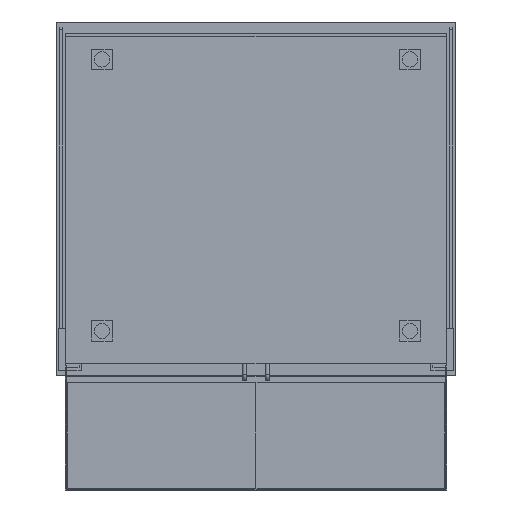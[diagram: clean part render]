
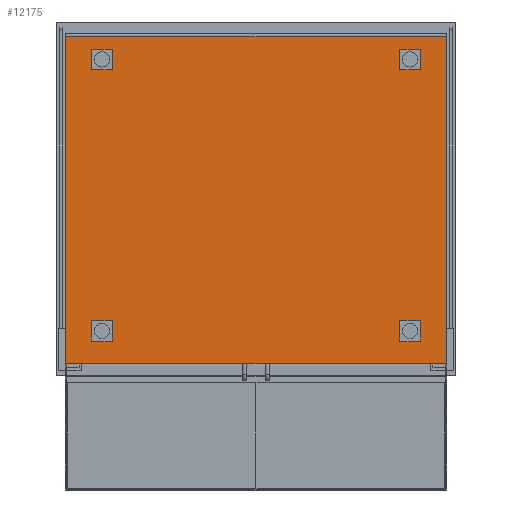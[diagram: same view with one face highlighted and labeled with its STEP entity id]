
A CAD part, front view. The second image highlights one B-rep face of the part: STEP entity #12175.
In plain terms, the highlighted planar face has unit normal (0, -1, 0).
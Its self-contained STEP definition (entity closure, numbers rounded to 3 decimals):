
#857 = PLANE ( 'NONE',  #6658 ) ;
#861 = ORIENTED_EDGE ( 'NONE', *, *, #5452, .T. ) ;
#1313 = CARTESIAN_POINT ( 'NONE',  ( -373.5, -498., -324. ) ) ;
#1454 = DIRECTION ( 'NONE',  ( -1., 0., 0. ) ) ;
#1741 = VERTEX_POINT ( 'NONE', #12832 ) ;
#3005 = CARTESIAN_POINT ( 'NONE',  ( 373.5, -498., -324. ) ) ;
#4016 = ORIENTED_EDGE ( 'NONE', *, *, #4687, .T. ) ;
#4314 = CARTESIAN_POINT ( 'NONE',  ( -373.5, -498., 319. ) ) ;
#4614 = VECTOR ( 'NONE', #11660, 1000. ) ;
#4679 = DIRECTION ( 'NONE',  ( 0., 0., -1. ) ) ;
#4687 = EDGE_CURVE ( 'NONE', #8590, #6240, #9215, .T. ) ;
#5452 = EDGE_CURVE ( 'NONE', #6240, #8556, #9862, .T. ) ;
#6036 = DIRECTION ( 'NONE',  ( 0., -1., 0. ) ) ;
#6240 = VERTEX_POINT ( 'NONE', #1313 ) ;
#6247 = CARTESIAN_POINT ( 'NONE',  ( 373.5, -498., -324. ) ) ;
#6658 = AXIS2_PLACEMENT_3D ( 'NONE', #16283, #6036, #4679 ) ;
#6874 = EDGE_CURVE ( 'NONE', #1741, #8590, #12596, .T. ) ;
#7375 = ORIENTED_EDGE ( 'NONE', *, *, #6874, .T. ) ;
#7555 = VECTOR ( 'NONE', #8808, 1000. ) ;
#8556 = VERTEX_POINT ( 'NONE', #3005 ) ;
#8590 = VERTEX_POINT ( 'NONE', #4314 ) ;
#8808 = DIRECTION ( 'NONE',  ( 0., 0., 1. ) ) ;
#9179 = VECTOR ( 'NONE', #1454, 1000. ) ;
#9215 = LINE ( 'NONE', #16279, #4614 ) ;
#9862 = LINE ( 'NONE', #11050, #15665 ) ;
#10104 = FACE_OUTER_BOUND ( 'NONE', #13054, .T. ) ;
#11050 = CARTESIAN_POINT ( 'NONE',  ( 373.5, -498., -324. ) ) ;
#11660 = DIRECTION ( 'NONE',  ( 0., 0., -1. ) ) ;
#11974 = ORIENTED_EDGE ( 'NONE', *, *, #15217, .T. ) ;
#12175 = ADVANCED_FACE ( 'NONE', ( #10104 ), #857, .T. ) ;
#12596 = LINE ( 'NONE', #12955, #9179 ) ;
#12832 = CARTESIAN_POINT ( 'NONE',  ( 373.5, -498., 319. ) ) ;
#12955 = CARTESIAN_POINT ( 'NONE',  ( 373.5, -498., 319. ) ) ;
#13054 = EDGE_LOOP ( 'NONE', ( #11974, #7375, #4016, #861 ) ) ;
#14368 = LINE ( 'NONE', #6247, #7555 ) ;
#15032 = DIRECTION ( 'NONE',  ( 1., 0., 0. ) ) ;
#15217 = EDGE_CURVE ( 'NONE', #8556, #1741, #14368, .T. ) ;
#15665 = VECTOR ( 'NONE', #15032, 1000. ) ;
#16279 = CARTESIAN_POINT ( 'NONE',  ( -373.5, -498., -324. ) ) ;
#16283 = CARTESIAN_POINT ( 'NONE',  ( 0., -498., 0. ) ) ;
